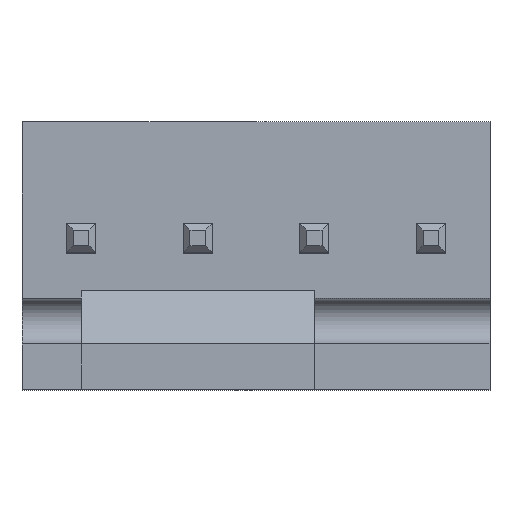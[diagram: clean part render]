
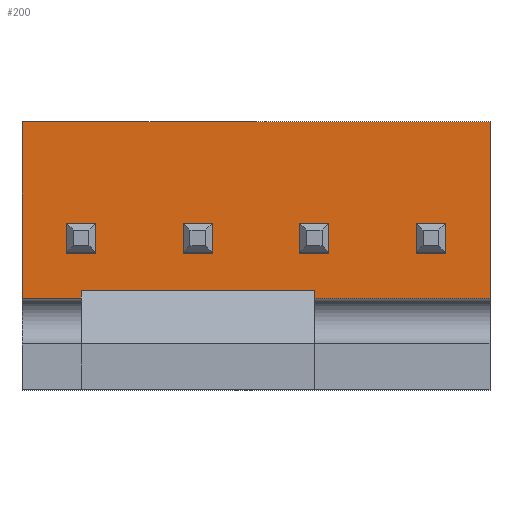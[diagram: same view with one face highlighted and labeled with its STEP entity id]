
A CAD part, top view. The second image highlights one B-rep face of the part: STEP entity #200.
In plain terms, the highlighted planar face has unit normal (0, 0, 1).
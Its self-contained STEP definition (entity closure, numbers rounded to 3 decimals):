
#23=VERTEX_POINT('',#24);
#24=CARTESIAN_POINT('',(8.91,2.54,2.5));
#28=EDGE_CURVE('',#23,#29,#31,.T.);
#29=VERTEX_POINT('',#30);
#30=CARTESIAN_POINT('',(-1.29,2.54,2.5));
#31=LINE('',#24,#32);
#32=VECTOR('',#33,1.);
#33=DIRECTION('',(-1.,0.,0.));
#44=DIRECTION('',(0.,-1.,0.));
#55=VECTOR('',#56,1.);
#56=DIRECTION('',(0.,1.,0.));
#60=CARTESIAN_POINT('',(8.91,-3.3,2.5));
#66=LINE('',#60,#55);
#69=VERTEX_POINT('',#70);
#70=CARTESIAN_POINT('',(8.91,-1.3,2.5));
#77=EDGE_CURVE('',#69,#23,#66,.T.);
#115=VECTOR('',#44,1.);
#118=EDGE_CURVE('',#29,#119,#121,.T.);
#119=VERTEX_POINT('',#120);
#120=CARTESIAN_POINT('',(-1.29,-1.3,2.5));
#121=LINE('',#30,#115);
#163=DIRECTION('',(1.,0.,0.));
#170=VECTOR('',#171,1.);
#171=DIRECTION('',(1.,0.,0.));
#198=DIRECTION('',(0.,0.,-1.));
#199=DIRECTION('',(-1.,0.,0.));
#200=ADVANCED_FACE('',(#201,#209,#238,#264,#290),#316,.F.);
#201=FACE_BOUND('',#202,.F.);
#202=EDGE_LOOP('',(#203,#204,#205,#208));
#203=ORIENTED_EDGE('',*,*,#28,.F.);
#204=ORIENTED_EDGE('',*,*,#77,.F.);
#205=ORIENTED_EDGE('',*,*,#206,.F.);
#206=EDGE_CURVE('',#119,#69,#207,.T.);
#207=LINE('',#120,#170);
#208=ORIENTED_EDGE('',*,*,#118,.F.);
#209=FACE_BOUND('',#210,.F.);
#210=EDGE_LOOP('',(#211,#219,#227,#234));
#211=ORIENTED_EDGE('',*,*,#212,.F.);
#212=EDGE_CURVE('',#213,#215,#217,.T.);
#213=VERTEX_POINT('',#214);
#214=CARTESIAN_POINT('',(2.86,-0.32,2.5));
#215=VERTEX_POINT('',#216);
#216=CARTESIAN_POINT('',(2.22,-0.32,2.5));
#217=LINE('',#218,#32);
#218=CARTESIAN_POINT('',(5.885,-0.32,2.5));
#219=ORIENTED_EDGE('',*,*,#220,.F.);
#220=EDGE_CURVE('',#221,#213,#223,.T.);
#221=VERTEX_POINT('',#222);
#222=CARTESIAN_POINT('',(2.86,0.32,2.5));
#223=LINE('',#224,#225);
#224=CARTESIAN_POINT('',(2.86,1.43,2.5));
#225=VECTOR('',#226,1.);
#226=DIRECTION('',(0.,-1.,0.));
#227=ORIENTED_EDGE('',*,*,#228,.F.);
#228=EDGE_CURVE('',#229,#221,#231,.T.);
#229=VERTEX_POINT('',#230);
#230=CARTESIAN_POINT('',(2.22,0.32,2.5));
#231=LINE('',#232,#233);
#232=CARTESIAN_POINT('',(5.565,0.32,2.5));
#233=VECTOR('',#163,1.);
#234=ORIENTED_EDGE('',*,*,#235,.F.);
#235=EDGE_CURVE('',#215,#229,#236,.T.);
#236=LINE('',#237,#55);
#237=CARTESIAN_POINT('',(2.22,1.11,2.5));
#238=FACE_BOUND('',#239,.F.);
#239=EDGE_LOOP('',(#240,#248,#254,#260));
#240=ORIENTED_EDGE('',*,*,#241,.F.);
#241=EDGE_CURVE('',#242,#244,#246,.T.);
#242=VERTEX_POINT('',#243);
#243=CARTESIAN_POINT('',(0.32,0.32,2.5));
#244=VERTEX_POINT('',#245);
#245=CARTESIAN_POINT('',(0.32,-0.32,2.5));
#246=LINE('',#247,#225);
#247=CARTESIAN_POINT('',(0.32,1.43,2.5));
#248=ORIENTED_EDGE('',*,*,#249,.F.);
#249=EDGE_CURVE('',#250,#242,#252,.T.);
#250=VERTEX_POINT('',#251);
#251=CARTESIAN_POINT('',(-0.32,0.32,2.5));
#252=LINE('',#253,#233);
#253=CARTESIAN_POINT('',(4.295,0.32,2.5));
#254=ORIENTED_EDGE('',*,*,#255,.F.);
#255=EDGE_CURVE('',#256,#250,#258,.T.);
#256=VERTEX_POINT('',#257);
#257=CARTESIAN_POINT('',(-0.32,-0.32,2.5));
#258=LINE('',#259,#55);
#259=CARTESIAN_POINT('',(-0.32,1.11,2.5));
#260=ORIENTED_EDGE('',*,*,#261,.F.);
#261=EDGE_CURVE('',#244,#256,#262,.T.);
#262=LINE('',#263,#32);
#263=CARTESIAN_POINT('',(4.615,-0.32,2.5));
#264=FACE_BOUND('',#265,.F.);
#265=EDGE_LOOP('',(#266,#274,#280,#286));
#266=ORIENTED_EDGE('',*,*,#267,.F.);
#267=EDGE_CURVE('',#268,#270,#272,.T.);
#268=VERTEX_POINT('',#269);
#269=CARTESIAN_POINT('',(4.76,-0.32,2.5));
#270=VERTEX_POINT('',#271);
#271=CARTESIAN_POINT('',(4.76,0.32,2.5));
#272=LINE('',#273,#55);
#273=CARTESIAN_POINT('',(4.76,1.11,2.5));
#274=ORIENTED_EDGE('',*,*,#275,.F.);
#275=EDGE_CURVE('',#276,#268,#278,.T.);
#276=VERTEX_POINT('',#277);
#277=CARTESIAN_POINT('',(5.4,-0.32,2.5));
#278=LINE('',#279,#32);
#279=CARTESIAN_POINT('',(7.155,-0.32,2.5));
#280=ORIENTED_EDGE('',*,*,#281,.F.);
#281=EDGE_CURVE('',#282,#276,#284,.T.);
#282=VERTEX_POINT('',#283);
#283=CARTESIAN_POINT('',(5.4,0.32,2.5));
#284=LINE('',#285,#225);
#285=CARTESIAN_POINT('',(5.4,1.43,2.5));
#286=ORIENTED_EDGE('',*,*,#287,.F.);
#287=EDGE_CURVE('',#270,#282,#288,.T.);
#288=LINE('',#289,#233);
#289=CARTESIAN_POINT('',(6.835,0.32,2.5));
#290=FACE_BOUND('',#291,.F.);
#291=EDGE_LOOP('',(#292,#300,#306,#312));
#292=ORIENTED_EDGE('',*,*,#293,.F.);
#293=EDGE_CURVE('',#294,#296,#298,.T.);
#294=VERTEX_POINT('',#295);
#295=CARTESIAN_POINT('',(7.94,-0.32,2.5));
#296=VERTEX_POINT('',#297);
#297=CARTESIAN_POINT('',(7.3,-0.32,2.5));
#298=LINE('',#299,#32);
#299=CARTESIAN_POINT('',(8.425,-0.32,2.5));
#300=ORIENTED_EDGE('',*,*,#301,.F.);
#301=EDGE_CURVE('',#302,#294,#304,.T.);
#302=VERTEX_POINT('',#303);
#303=CARTESIAN_POINT('',(7.94,0.32,2.5));
#304=LINE('',#305,#225);
#305=CARTESIAN_POINT('',(7.94,1.43,2.5));
#306=ORIENTED_EDGE('',*,*,#307,.F.);
#307=EDGE_CURVE('',#308,#302,#310,.T.);
#308=VERTEX_POINT('',#309);
#309=CARTESIAN_POINT('',(7.3,0.32,2.5));
#310=LINE('',#311,#233);
#311=CARTESIAN_POINT('',(8.105,0.32,2.5));
#312=ORIENTED_EDGE('',*,*,#313,.F.);
#313=EDGE_CURVE('',#296,#308,#314,.T.);
#314=LINE('',#315,#55);
#315=CARTESIAN_POINT('',(7.3,1.11,2.5));
#316=PLANE('',#317);
#317=AXIS2_PLACEMENT_3D('',#24,#198,#199);
